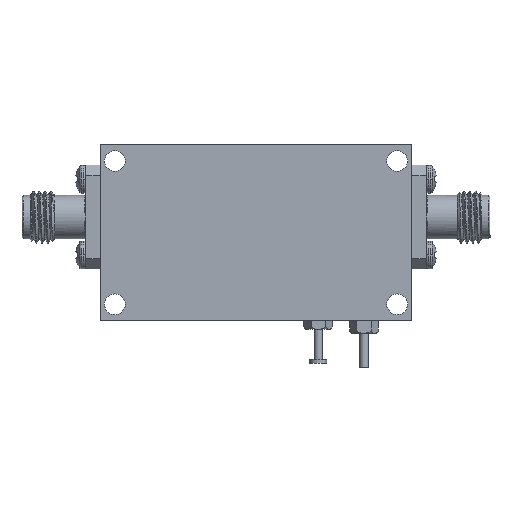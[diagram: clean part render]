
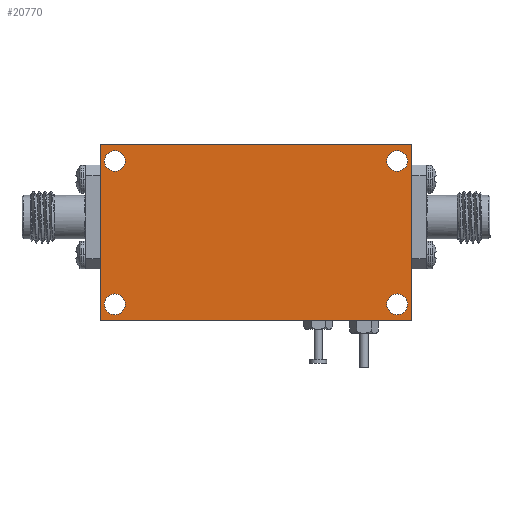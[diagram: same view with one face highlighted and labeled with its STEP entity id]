
A CAD part, front view. The second image highlights one B-rep face of the part: STEP entity #20770.
In plain terms, the highlighted planar face has unit normal (0, -1, 0).
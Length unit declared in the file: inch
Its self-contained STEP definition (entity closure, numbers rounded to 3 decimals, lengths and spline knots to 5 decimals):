
#917 = AXIS2_PLACEMENT_3D ( 'NONE', #35488, #25564, #35796 ) ;
#1296 = CARTESIAN_POINT ( 'NONE',  ( -0.75, -0.1875, 0.425 ) ) ;
#1959 = CIRCLE ( 'NONE', #4924, 0.05 ) ;
#1995 = CARTESIAN_POINT ( 'NONE',  ( -0.68, -0.1875, 0.295 ) ) ;
#2139 = CARTESIAN_POINT ( 'NONE',  ( 0.75, -0.1875, 0.425 ) ) ;
#3348 = DIRECTION ( 'NONE',  ( 0., 1., 0. ) ) ;
#4588 = AXIS2_PLACEMENT_3D ( 'NONE', #21477, #21788, #45031 ) ;
#4688 = CARTESIAN_POINT ( 'NONE',  ( -0.75, -0.1875, -0.425 ) ) ;
#4759 = AXIS2_PLACEMENT_3D ( 'NONE', #43678, #39050, #25394 ) ;
#4837 = EDGE_CURVE ( 'NONE', #31313, #8160, #1959, .T. ) ;
#4924 = AXIS2_PLACEMENT_3D ( 'NONE', #18180, #3348, #22207 ) ;
#5181 = FACE_BOUND ( 'NONE', #42871, .T. ) ;
#5214 = DIRECTION ( 'NONE',  ( 0., 1., 0. ) ) ;
#5668 = AXIS2_PLACEMENT_3D ( 'NONE', #10447, #5214, #10153 ) ;
#6300 = CARTESIAN_POINT ( 'NONE',  ( 0.75, -0.1875, -0.425 ) ) ;
#6975 = ORIENTED_EDGE ( 'NONE', *, *, #8479, .T. ) ;
#7139 = EDGE_LOOP ( 'NONE', ( #6975, #38027 ) ) ;
#8160 = VERTEX_POINT ( 'NONE', #27120 ) ;
#8479 = EDGE_CURVE ( 'NONE', #13971, #44036, #27294, .T. ) ;
#9794 = CIRCLE ( 'NONE', #917, 0.05 ) ;
#10153 = DIRECTION ( 'NONE',  ( 0., 0., 1. ) ) ;
#10267 = DIRECTION ( 'NONE',  ( 0., 0., 1. ) ) ;
#10447 = CARTESIAN_POINT ( 'NONE',  ( -0.68, -0.1875, -0.345 ) ) ;
#10570 = EDGE_CURVE ( 'NONE', #41918, #50150, #51580, .T. ) ;
#10734 = FACE_BOUND ( 'NONE', #38243, .T. ) ;
#11046 = CARTESIAN_POINT ( 'NONE',  ( 0., -0.1875, 0. ) ) ;
#11081 = AXIS2_PLACEMENT_3D ( 'NONE', #37224, #27004, #50827 ) ;
#11499 = LINE ( 'NONE', #1296, #17799 ) ;
#11952 = ORIENTED_EDGE ( 'NONE', *, *, #29792, .F. ) ;
#13205 = CARTESIAN_POINT ( 'NONE',  ( 0.75, -0.1875, 0.425 ) ) ;
#13971 = VERTEX_POINT ( 'NONE', #22047 ) ;
#14753 = EDGE_CURVE ( 'NONE', #8160, #31313, #9794, .T. ) ;
#14877 = CARTESIAN_POINT ( 'NONE',  ( 0.68, -0.1875, -0.295 ) ) ;
#16301 = EDGE_CURVE ( 'NONE', #17950, #41918, #11499, .T. ) ;
#16534 = CIRCLE ( 'NONE', #57046, 0.05 ) ;
#16670 = AXIS2_PLACEMENT_3D ( 'NONE', #27808, #60603, #18203 ) ;
#17461 = VERTEX_POINT ( 'NONE', #1995 ) ;
#17799 = VECTOR ( 'NONE', #20169, 39.37008 ) ;
#17950 = VERTEX_POINT ( 'NONE', #26677 ) ;
#18180 = CARTESIAN_POINT ( 'NONE',  ( 0.68, -0.1875, 0.345 ) ) ;
#18203 = DIRECTION ( 'NONE',  ( 0., 0., 1. ) ) ;
#20169 = DIRECTION ( 'NONE',  ( 1., 0., 0. ) ) ;
#20770 = ADVANCED_FACE ( 'NONE', ( #57777, #42645, #10734, #5181, #39240 ), #58092, .T. ) ;
#20890 = CARTESIAN_POINT ( 'NONE',  ( -0.68, -0.1875, 0.395 ) ) ;
#21477 = CARTESIAN_POINT ( 'NONE',  ( -0.68, -0.1875, -0.345 ) ) ;
#21478 = CIRCLE ( 'NONE', #5668, 0.05 ) ;
#21788 = DIRECTION ( 'NONE',  ( 0., 1., 0. ) ) ;
#22047 = CARTESIAN_POINT ( 'NONE',  ( -0.68, -0.1875, -0.295 ) ) ;
#22207 = DIRECTION ( 'NONE',  ( 0., 0., 1. ) ) ;
#23849 = EDGE_CURVE ( 'NONE', #50150, #47674, #56978, .T. ) ;
#23974 = AXIS2_PLACEMENT_3D ( 'NONE', #11046, #24055, #47585 ) ;
#24055 = DIRECTION ( 'NONE',  ( 0., -1., 0. ) ) ;
#24931 = CARTESIAN_POINT ( 'NONE',  ( -0.75, -0.1875, -0.425 ) ) ;
#25307 = EDGE_CURVE ( 'NONE', #17461, #55010, #50285, .T. ) ;
#25394 = DIRECTION ( 'NONE',  ( 0., 0., 1. ) ) ;
#25428 = CARTESIAN_POINT ( 'NONE',  ( -0.75, -0.1875, 0.425 ) ) ;
#25564 = DIRECTION ( 'NONE',  ( 0., 1., 0. ) ) ;
#26677 = CARTESIAN_POINT ( 'NONE',  ( -0.75, -0.1875, 0.425 ) ) ;
#27004 = DIRECTION ( 'NONE',  ( 0., 1., 0. ) ) ;
#27120 = CARTESIAN_POINT ( 'NONE',  ( 0.68, -0.1875, 0.295 ) ) ;
#27136 = CARTESIAN_POINT ( 'NONE',  ( 0.68, -0.1875, -0.345 ) ) ;
#27294 = CIRCLE ( 'NONE', #4588, 0.05 ) ;
#27808 = CARTESIAN_POINT ( 'NONE',  ( 0.68, -0.1875, -0.345 ) ) ;
#29025 = CARTESIAN_POINT ( 'NONE',  ( -0.68, -0.1875, -0.395 ) ) ;
#29148 = EDGE_CURVE ( 'NONE', #44036, #13971, #21478, .T. ) ;
#29286 = EDGE_CURVE ( 'NONE', #44706, #33551, #16534, .T. ) ;
#29792 = EDGE_CURVE ( 'NONE', #47674, #17950, #38473, .T. ) ;
#29879 = CIRCLE ( 'NONE', #11081, 0.05 ) ;
#31313 = VERTEX_POINT ( 'NONE', #35952 ) ;
#31493 = CIRCLE ( 'NONE', #16670, 0.05 ) ;
#32821 = EDGE_CURVE ( 'NONE', #33551, #44706, #31493, .T. ) ;
#33551 = VERTEX_POINT ( 'NONE', #14877 ) ;
#33621 = ORIENTED_EDGE ( 'NONE', *, *, #10570, .F. ) ;
#33939 = ORIENTED_EDGE ( 'NONE', *, *, #16301, .F. ) ;
#33967 = EDGE_LOOP ( 'NONE', ( #33621, #33939, #11952, #44976 ) ) ;
#35488 = CARTESIAN_POINT ( 'NONE',  ( 0.68, -0.1875, 0.345 ) ) ;
#35796 = DIRECTION ( 'NONE',  ( 0., 0., 1. ) ) ;
#35952 = CARTESIAN_POINT ( 'NONE',  ( 0.68, -0.1875, 0.395 ) ) ;
#37224 = CARTESIAN_POINT ( 'NONE',  ( -0.68, -0.1875, 0.345 ) ) ;
#37962 = DIRECTION ( 'NONE',  ( 0., 0., 1. ) ) ;
#38027 = ORIENTED_EDGE ( 'NONE', *, *, #29148, .T. ) ;
#38069 = ORIENTED_EDGE ( 'NONE', *, *, #25307, .T. ) ;
#38182 = CARTESIAN_POINT ( 'NONE',  ( 0.68, -0.1875, -0.395 ) ) ;
#38243 = EDGE_LOOP ( 'NONE', ( #55801, #47187 ) ) ;
#38473 = LINE ( 'NONE', #25428, #58028 ) ;
#39050 = DIRECTION ( 'NONE',  ( 0., 1., 0. ) ) ;
#39240 = FACE_BOUND ( 'NONE', #46177, .T. ) ;
#41918 = VERTEX_POINT ( 'NONE', #2139 ) ;
#42645 = FACE_BOUND ( 'NONE', #7139, .T. ) ;
#42871 = EDGE_LOOP ( 'NONE', ( #49923, #38069 ) ) ;
#43678 = CARTESIAN_POINT ( 'NONE',  ( -0.68, -0.1875, 0.345 ) ) ;
#44036 = VERTEX_POINT ( 'NONE', #29025 ) ;
#44706 = VERTEX_POINT ( 'NONE', #38182 ) ;
#44976 = ORIENTED_EDGE ( 'NONE', *, *, #23849, .F. ) ;
#45031 = DIRECTION ( 'NONE',  ( 0., 0., 1. ) ) ;
#46016 = DIRECTION ( 'NONE',  ( 0., 1., 0. ) ) ;
#46177 = EDGE_LOOP ( 'NONE', ( #56499, #46292 ) ) ;
#46292 = ORIENTED_EDGE ( 'NONE', *, *, #14753, .T. ) ;
#47187 = ORIENTED_EDGE ( 'NONE', *, *, #29286, .T. ) ;
#47585 = DIRECTION ( 'NONE',  ( 0., 0., -1. ) ) ;
#47674 = VERTEX_POINT ( 'NONE', #24931 ) ;
#49359 = EDGE_CURVE ( 'NONE', #55010, #17461, #29879, .T. ) ;
#49659 = VECTOR ( 'NONE', #52040, 39.37008 ) ;
#49923 = ORIENTED_EDGE ( 'NONE', *, *, #49359, .T. ) ;
#50150 = VERTEX_POINT ( 'NONE', #6300 ) ;
#50285 = CIRCLE ( 'NONE', #4759, 0.05 ) ;
#50827 = DIRECTION ( 'NONE',  ( 0., 0., 1. ) ) ;
#50970 = DIRECTION ( 'NONE',  ( 0., 0., -1. ) ) ;
#51580 = LINE ( 'NONE', #13205, #56045 ) ;
#52040 = DIRECTION ( 'NONE',  ( -1., 0., 0. ) ) ;
#55010 = VERTEX_POINT ( 'NONE', #20890 ) ;
#55801 = ORIENTED_EDGE ( 'NONE', *, *, #32821, .T. ) ;
#56045 = VECTOR ( 'NONE', #50970, 39.37008 ) ;
#56499 = ORIENTED_EDGE ( 'NONE', *, *, #4837, .T. ) ;
#56978 = LINE ( 'NONE', #4688, #49659 ) ;
#57046 = AXIS2_PLACEMENT_3D ( 'NONE', #27136, #46016, #37962 ) ;
#57777 = FACE_OUTER_BOUND ( 'NONE', #33967, .T. ) ;
#58028 = VECTOR ( 'NONE', #10267, 39.37008 ) ;
#58092 = PLANE ( 'NONE',  #23974 ) ;
#60603 = DIRECTION ( 'NONE',  ( 0., 1., 0. ) ) ;
